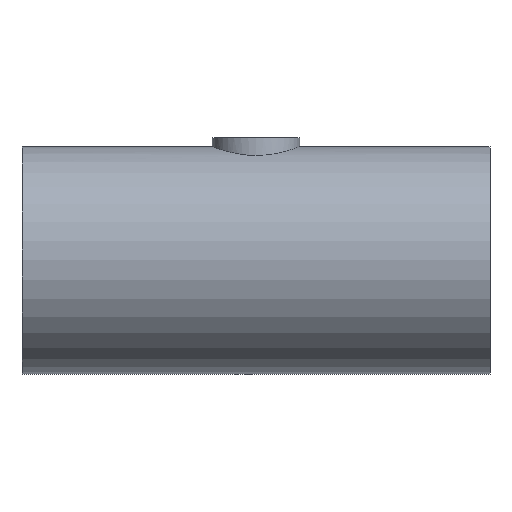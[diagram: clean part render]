
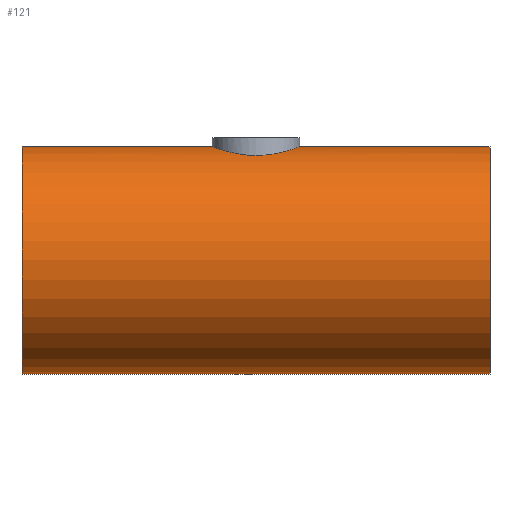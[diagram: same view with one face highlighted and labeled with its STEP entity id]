
A CAD part, front view. The second image highlights one B-rep face of the part: STEP entity #121.
In plain terms, the highlighted cylindrical face has radius 82.6 mm (diameter 165.2 mm), a full revolution.
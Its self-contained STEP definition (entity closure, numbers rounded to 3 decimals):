
#21=FACE_BOUND('',#39,.T.);
#28=FACE_OUTER_BOUND('',#38,.T.);
#38=EDGE_LOOP('',(#104,#105,#106,#107));
#39=EDGE_LOOP('',(#108,#109));
#46=CIRCLE('',#152,82.6);
#47=CIRCLE('',#154,82.6);
#51=LINE('',#350,#55);
#55=VECTOR('',#185,82.6);
#58=B_SPLINE_CURVE_WITH_KNOTS('',3,(#275,#276,#277,#278,#279,#280,#281,
#282,#283,#284,#285,#286,#287,#288,#289,#290,#291,#292),.UNSPECIFIED.,.F.,
 .F.,(4,2,2,2,2,2,2,2,4),(0.,0.605,1.21,1.815,
2.42,3.025,3.629,4.234,4.838),
 .UNSPECIFIED.);
#59=B_SPLINE_CURVE_WITH_KNOTS('',3,(#293,#294,#295,#296,#297,#298,#299,
#300,#301,#302,#303,#304,#305,#306,#307,#308,#309,#310,#311,#312,#313,#314,
#315,#316,#317,#318,#319,#320,#321,#322,#323,#324,#325,#326,#327,#328,#329,
#330,#331,#332,#333,#334,#335,#336,#337,#338,#339,#340,#341,#342),
 .UNSPECIFIED.,.F.,.F.,(4,2,2,2,2,2,2,2,2,2,2,2,2,2,2,2,2,2,2,2,2,2,2,2,
4),(4.838,5.443,6.047,6.652,
7.257,7.862,8.467,9.072,9.677,
10.282,10.887,11.492,12.097,12.702,
13.306,13.911,14.515,15.12,15.724,
16.329,16.933,17.538,18.144,18.749,
19.354),.UNSPECIFIED.);
#66=VERTEX_POINT('',#272);
#67=VERTEX_POINT('',#274);
#68=VERTEX_POINT('',#345);
#69=VERTEX_POINT('',#348);
#79=EDGE_CURVE('',#67,#66,#58,.T.);
#80=EDGE_CURVE('',#66,#67,#59,.T.);
#81=EDGE_CURVE('',#68,#68,#46,.T.);
#82=EDGE_CURVE('',#69,#69,#47,.T.);
#83=EDGE_CURVE('',#69,#68,#51,.T.);
#104=ORIENTED_EDGE('',*,*,#82,.F.);
#105=ORIENTED_EDGE('',*,*,#83,.T.);
#106=ORIENTED_EDGE('',*,*,#81,.F.);
#107=ORIENTED_EDGE('',*,*,#83,.F.);
#108=ORIENTED_EDGE('',*,*,#79,.T.);
#109=ORIENTED_EDGE('',*,*,#80,.T.);
#115=CYLINDRICAL_SURFACE('',#153,82.6);
#121=ADVANCED_FACE('',(#28,#21),#115,.T.);
#152=AXIS2_PLACEMENT_3D('',#346,#179,#180);
#153=AXIS2_PLACEMENT_3D('',#347,#181,#182);
#154=AXIS2_PLACEMENT_3D('',#349,#183,#184);
#179=DIRECTION('center_axis',(-1.,0.,0.));
#180=DIRECTION('ref_axis',(0.,1.,0.));
#181=DIRECTION('center_axis',(1.,0.,0.));
#182=DIRECTION('ref_axis',(0.,1.,0.));
#183=DIRECTION('center_axis',(1.,0.,0.));
#184=DIRECTION('ref_axis',(0.,1.,0.));
#185=DIRECTION('',(-1.,0.,0.));
#272=CARTESIAN_POINT('',(-31.75,0.,82.6));
#274=CARTESIAN_POINT('',(0.,-31.75,76.254));
#275=CARTESIAN_POINT('Ctrl Pts',(0.,-31.75,76.254));
#276=CARTESIAN_POINT('Ctrl Pts',(-2.017,-31.75,76.254));
#277=CARTESIAN_POINT('Ctrl Pts',(-4.095,-31.555,76.336));
#278=CARTESIAN_POINT('Ctrl Pts',(-8.214,-30.741,76.668));
#279=CARTESIAN_POINT('Ctrl Pts',(-10.256,-30.122,76.917));
#280=CARTESIAN_POINT('Ctrl Pts',(-14.16,-28.496,77.534));
#281=CARTESIAN_POINT('Ctrl Pts',(-16.026,-27.487,77.902));
#282=CARTESIAN_POINT('Ctrl Pts',(-19.472,-25.164,78.683));
#283=CARTESIAN_POINT('Ctrl Pts',(-21.052,-23.849,79.095));
#284=CARTESIAN_POINT('Ctrl Pts',(-23.848,-21.053,79.885));
#285=CARTESIAN_POINT('Ctrl Pts',(-25.163,-19.474,80.291));
#286=CARTESIAN_POINT('Ctrl Pts',(-27.487,-16.027,81.049));
#287=CARTESIAN_POINT('Ctrl Pts',(-28.496,-14.16,81.401));
#288=CARTESIAN_POINT('Ctrl Pts',(-30.123,-10.255,81.985));
#289=CARTESIAN_POINT('Ctrl Pts',(-30.741,-8.212,82.217));
#290=CARTESIAN_POINT('Ctrl Pts',(-31.555,-4.093,82.524));
#291=CARTESIAN_POINT('Ctrl Pts',(-31.75,-2.015,82.6));
#292=CARTESIAN_POINT('Ctrl Pts',(-31.75,0.,82.6));
#293=CARTESIAN_POINT('Ctrl Pts',(-31.75,0.,82.6));
#294=CARTESIAN_POINT('Ctrl Pts',(-31.75,2.015,82.6));
#295=CARTESIAN_POINT('Ctrl Pts',(-31.555,4.093,82.524));
#296=CARTESIAN_POINT('Ctrl Pts',(-30.741,8.212,82.217));
#297=CARTESIAN_POINT('Ctrl Pts',(-30.123,10.255,81.985));
#298=CARTESIAN_POINT('Ctrl Pts',(-28.496,14.16,81.401));
#299=CARTESIAN_POINT('Ctrl Pts',(-27.487,16.027,81.049));
#300=CARTESIAN_POINT('Ctrl Pts',(-25.163,19.474,80.291));
#301=CARTESIAN_POINT('Ctrl Pts',(-23.848,21.053,79.885));
#302=CARTESIAN_POINT('Ctrl Pts',(-21.052,23.849,79.095));
#303=CARTESIAN_POINT('Ctrl Pts',(-19.472,25.164,78.683));
#304=CARTESIAN_POINT('Ctrl Pts',(-16.026,27.487,77.902));
#305=CARTESIAN_POINT('Ctrl Pts',(-14.16,28.496,77.534));
#306=CARTESIAN_POINT('Ctrl Pts',(-10.256,30.122,76.917));
#307=CARTESIAN_POINT('Ctrl Pts',(-8.214,30.741,76.668));
#308=CARTESIAN_POINT('Ctrl Pts',(-4.095,31.555,76.336));
#309=CARTESIAN_POINT('Ctrl Pts',(-2.017,31.75,76.254));
#310=CARTESIAN_POINT('Ctrl Pts',(2.017,31.75,76.254));
#311=CARTESIAN_POINT('Ctrl Pts',(4.095,31.555,76.336));
#312=CARTESIAN_POINT('Ctrl Pts',(8.214,30.741,76.668));
#313=CARTESIAN_POINT('Ctrl Pts',(10.256,30.122,76.917));
#314=CARTESIAN_POINT('Ctrl Pts',(14.16,28.496,77.534));
#315=CARTESIAN_POINT('Ctrl Pts',(16.026,27.487,77.902));
#316=CARTESIAN_POINT('Ctrl Pts',(19.472,25.164,78.683));
#317=CARTESIAN_POINT('Ctrl Pts',(21.052,23.849,79.095));
#318=CARTESIAN_POINT('Ctrl Pts',(23.848,21.053,79.885));
#319=CARTESIAN_POINT('Ctrl Pts',(25.163,19.474,80.291));
#320=CARTESIAN_POINT('Ctrl Pts',(27.487,16.027,81.049));
#321=CARTESIAN_POINT('Ctrl Pts',(28.496,14.16,81.401));
#322=CARTESIAN_POINT('Ctrl Pts',(30.123,10.255,81.985));
#323=CARTESIAN_POINT('Ctrl Pts',(30.741,8.212,82.217));
#324=CARTESIAN_POINT('Ctrl Pts',(31.555,4.093,82.524));
#325=CARTESIAN_POINT('Ctrl Pts',(31.75,2.015,82.6));
#326=CARTESIAN_POINT('Ctrl Pts',(31.75,-2.015,82.6));
#327=CARTESIAN_POINT('Ctrl Pts',(31.555,-4.093,82.524));
#328=CARTESIAN_POINT('Ctrl Pts',(30.741,-8.212,82.217));
#329=CARTESIAN_POINT('Ctrl Pts',(30.123,-10.255,81.985));
#330=CARTESIAN_POINT('Ctrl Pts',(28.496,-14.16,81.401));
#331=CARTESIAN_POINT('Ctrl Pts',(27.487,-16.027,81.049));
#332=CARTESIAN_POINT('Ctrl Pts',(25.163,-19.474,80.291));
#333=CARTESIAN_POINT('Ctrl Pts',(23.848,-21.053,79.885));
#334=CARTESIAN_POINT('Ctrl Pts',(21.052,-23.849,79.095));
#335=CARTESIAN_POINT('Ctrl Pts',(19.472,-25.164,78.683));
#336=CARTESIAN_POINT('Ctrl Pts',(16.026,-27.487,77.902));
#337=CARTESIAN_POINT('Ctrl Pts',(14.16,-28.496,77.534));
#338=CARTESIAN_POINT('Ctrl Pts',(10.256,-30.122,76.917));
#339=CARTESIAN_POINT('Ctrl Pts',(8.214,-30.741,76.668));
#340=CARTESIAN_POINT('Ctrl Pts',(4.095,-31.555,76.336));
#341=CARTESIAN_POINT('Ctrl Pts',(2.017,-31.75,76.254));
#342=CARTESIAN_POINT('Ctrl Pts',(0.,-31.75,76.254));
#345=CARTESIAN_POINT('',(-170.,-82.6,0.));
#346=CARTESIAN_POINT('Origin',(-170.,0.,0.));
#347=CARTESIAN_POINT('Origin',(0.,0.,0.));
#348=CARTESIAN_POINT('',(170.,-82.6,0.));
#349=CARTESIAN_POINT('Origin',(170.,0.,0.));
#350=CARTESIAN_POINT('',(0.,-82.6,0.));
